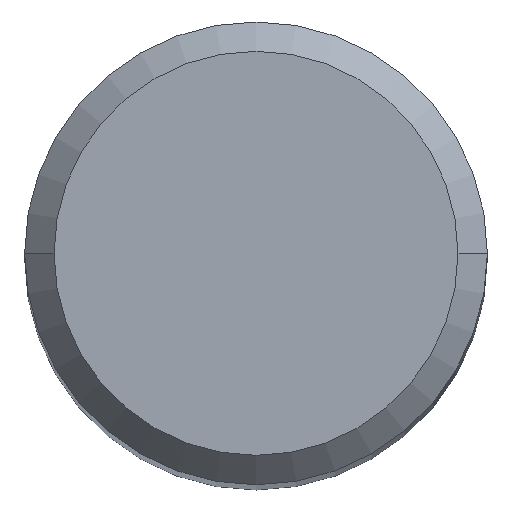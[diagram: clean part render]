
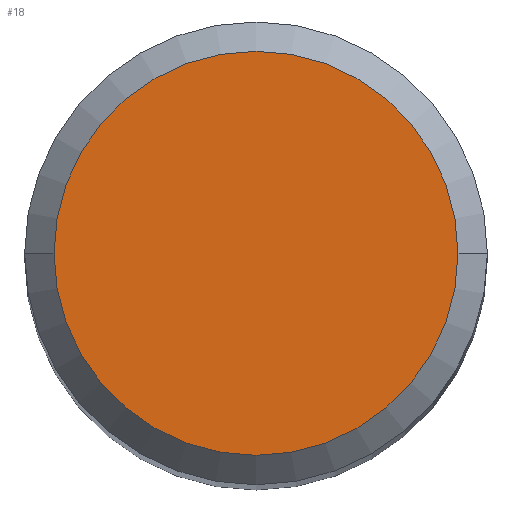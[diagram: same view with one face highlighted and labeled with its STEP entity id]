
A CAD part, top view. The second image highlights one B-rep face of the part: STEP entity #18.
In plain terms, the highlighted planar face has unit normal (0, 0, 1).
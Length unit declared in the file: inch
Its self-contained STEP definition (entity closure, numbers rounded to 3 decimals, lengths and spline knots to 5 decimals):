
#5 = DIRECTION ( 'NONE',  ( 0., 0., 1. ) ) ;
#13 = EDGE_CURVE ( 'NONE', #218, #174, #216, .T. ) ;
#18 = ADVANCED_FACE ( 'NONE', ( #210 ), #147, .T. ) ;
#32 = DIRECTION ( 'NONE',  ( 0., 0., 1. ) ) ;
#37 = ORIENTED_EDGE ( 'NONE', *, *, #211, .T. ) ;
#45 = EDGE_LOOP ( 'NONE', ( #262, #37 ) ) ;
#67 = CIRCLE ( 'NONE', #234, 0.10311 ) ;
#71 = AXIS2_PLACEMENT_3D ( 'NONE', #281, #76, #168 ) ;
#76 = DIRECTION ( 'NONE',  ( 0., 0., 1. ) ) ;
#97 = CARTESIAN_POINT ( 'NONE',  ( -0.10311, 0., 2.24409 ) ) ;
#113 = CARTESIAN_POINT ( 'NONE',  ( 0.10311, 0., 2.24409 ) ) ;
#118 = CARTESIAN_POINT ( 'NONE',  ( 0., 0., 2.24409 ) ) ;
#147 = PLANE ( 'NONE',  #217 ) ;
#151 = DIRECTION ( 'NONE',  ( 1., 0., 0. ) ) ;
#168 = DIRECTION ( 'NONE',  ( 1., 0., 0. ) ) ;
#170 = CARTESIAN_POINT ( 'NONE',  ( 0., 0., 2.24409 ) ) ;
#174 = VERTEX_POINT ( 'NONE', #113 ) ;
#210 = FACE_OUTER_BOUND ( 'NONE', #45, .T. ) ;
#211 = EDGE_CURVE ( 'NONE', #174, #218, #67, .T. ) ;
#216 = CIRCLE ( 'NONE', #71, 0.10311 ) ;
#217 = AXIS2_PLACEMENT_3D ( 'NONE', #118, #32, #151 ) ;
#218 = VERTEX_POINT ( 'NONE', #97 ) ;
#234 = AXIS2_PLACEMENT_3D ( 'NONE', #170, #5, #280 ) ;
#262 = ORIENTED_EDGE ( 'NONE', *, *, #13, .T. ) ;
#280 = DIRECTION ( 'NONE',  ( 1., 0., 0. ) ) ;
#281 = CARTESIAN_POINT ( 'NONE',  ( 0., 0., 2.24409 ) ) ;
